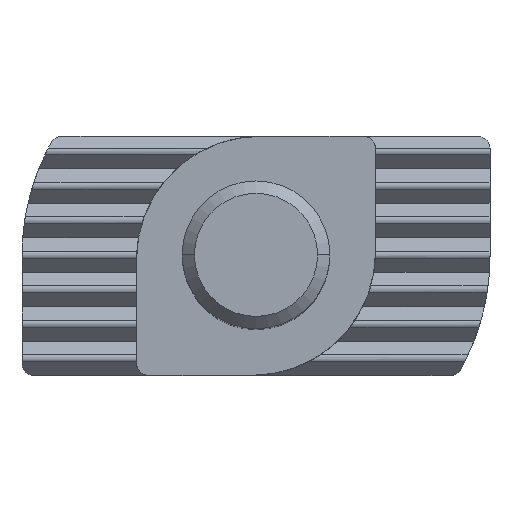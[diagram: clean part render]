
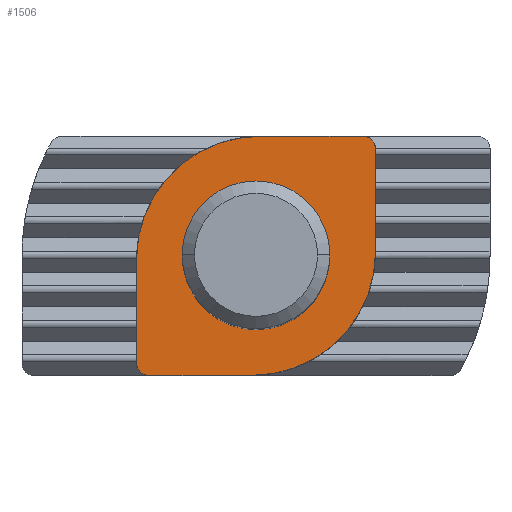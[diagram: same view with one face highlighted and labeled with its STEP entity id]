
A CAD part, top view. The second image highlights one B-rep face of the part: STEP entity #1506.
In plain terms, the highlighted planar face has unit normal (0, 0, 1).
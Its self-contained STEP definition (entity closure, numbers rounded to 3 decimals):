
#52 = CARTESIAN_POINT ( 'NONE',  ( 0.15, -0.15, 8.8 ) ) ;
#89 = VERTEX_POINT ( 'NONE', #522 ) ;
#154 = CIRCLE ( 'NONE', #2259, 5. ) ;
#173 = CARTESIAN_POINT ( 'NONE',  ( -4.35, -4.85, 8.8 ) ) ;
#216 = VERTEX_POINT ( 'NONE', #1239 ) ;
#224 = DIRECTION ( 'NONE',  ( 1., 0., 0. ) ) ;
#245 = CARTESIAN_POINT ( 'NONE',  ( 4.85, 4.35, 8.8 ) ) ;
#253 = PLANE ( 'NONE',  #1486 ) ;
#304 = ORIENTED_EDGE ( 'NONE', *, *, #1941, .T. ) ;
#321 = EDGE_CURVE ( 'NONE', #1456, #1019, #487, .T. ) ;
#326 = VERTEX_POINT ( 'NONE', #1826 ) ;
#394 = EDGE_CURVE ( 'NONE', #628, #89, #154, .T. ) ;
#420 = CARTESIAN_POINT ( 'NONE',  ( -0.15, -4.85, 8.8 ) ) ;
#439 = CARTESIAN_POINT ( 'NONE',  ( -4.35, -4.35, 8.8 ) ) ;
#460 = VERTEX_POINT ( 'NONE', #1150 ) ;
#471 = EDGE_CURVE ( 'NONE', #460, #1711, #2341, .T. ) ;
#475 = CARTESIAN_POINT ( 'NONE',  ( 4.85, 0.15, 8.8 ) ) ;
#487 = CIRCLE ( 'NONE', #898, 0.5 ) ;
#502 = VECTOR ( 'NONE', #1700, 1000. ) ;
#522 = CARTESIAN_POINT ( 'NONE',  ( -4.85, -0.15, 8.8 ) ) ;
#596 = EDGE_CURVE ( 'NONE', #1796, #326, #2054, .T. ) ;
#613 = DIRECTION ( 'NONE',  ( 0., 0., -1. ) ) ;
#615 = VERTEX_POINT ( 'NONE', #475 ) ;
#618 = DIRECTION ( 'NONE',  ( -1., 0., 0. ) ) ;
#625 = VECTOR ( 'NONE', #1883, 1000. ) ;
#628 = VERTEX_POINT ( 'NONE', #1758 ) ;
#733 = DIRECTION ( 'NONE',  ( 0., 0., 1. ) ) ;
#734 = ORIENTED_EDGE ( 'NONE', *, *, #1018, .T. ) ;
#735 = CARTESIAN_POINT ( 'NONE',  ( -3., 0., 8.8 ) ) ;
#739 = CARTESIAN_POINT ( 'NONE',  ( 4.35, 4.85, 8.8 ) ) ;
#746 = ORIENTED_EDGE ( 'NONE', *, *, #394, .T. ) ;
#759 = AXIS2_PLACEMENT_3D ( 'NONE', #766, #2048, #938 ) ;
#766 = CARTESIAN_POINT ( 'NONE',  ( 0., 0., 8.8 ) ) ;
#786 = ORIENTED_EDGE ( 'NONE', *, *, #1450, .T. ) ;
#797 = DIRECTION ( 'NONE',  ( -1., 0., 0. ) ) ;
#853 = AXIS2_PLACEMENT_3D ( 'NONE', #439, #1718, #618 ) ;
#898 = AXIS2_PLACEMENT_3D ( 'NONE', #1832, #733, #2016 ) ;
#910 = CARTESIAN_POINT ( 'NONE',  ( -0.15, 0.15, 8.8 ) ) ;
#938 = DIRECTION ( 'NONE',  ( -1., 0., 0. ) ) ;
#946 = CARTESIAN_POINT ( 'NONE',  ( 4.85, 4.85, 8.8 ) ) ;
#974 = LINE ( 'NONE', #946, #502 ) ;
#999 = DIRECTION ( 'NONE',  ( 0., 0., 1. ) ) ;
#1018 = EDGE_CURVE ( 'NONE', #216, #615, #2281, .T. ) ;
#1019 = VERTEX_POINT ( 'NONE', #739 ) ;
#1105 = DIRECTION ( 'NONE',  ( -1., 0., 0. ) ) ;
#1150 = CARTESIAN_POINT ( 'NONE',  ( -4.85, -4.35, 8.8 ) ) ;
#1175 = CARTESIAN_POINT ( 'NONE',  ( 0.15, 4.85, 8.8 ) ) ;
#1217 = ORIENTED_EDGE ( 'NONE', *, *, #596, .F. ) ;
#1239 = CARTESIAN_POINT ( 'NONE',  ( -0.15, -4.85, 8.8 ) ) ;
#1295 = ORIENTED_EDGE ( 'NONE', *, *, #1384, .F. ) ;
#1312 = DIRECTION ( 'NONE',  ( 0., 0., 1. ) ) ;
#1338 = ORIENTED_EDGE ( 'NONE', *, *, #321, .T. ) ;
#1361 = LINE ( 'NONE', #1175, #1848 ) ;
#1378 = ORIENTED_EDGE ( 'NONE', *, *, #1534, .T. ) ;
#1384 = EDGE_CURVE ( 'NONE', #326, #1796, #2080, .T. ) ;
#1404 = DIRECTION ( 'NONE',  ( 0., -1., 0. ) ) ;
#1450 = EDGE_CURVE ( 'NONE', #615, #1456, #974, .T. ) ;
#1456 = VERTEX_POINT ( 'NONE', #245 ) ;
#1468 = FACE_BOUND ( 'NONE', #2085, .T. ) ;
#1486 = AXIS2_PLACEMENT_3D ( 'NONE', #1708, #613, #1892 ) ;
#1506 = ADVANCED_FACE ( 'NONE', ( #2334, #1468 ), #253, .F. ) ;
#1534 = EDGE_CURVE ( 'NONE', #1019, #628, #1361, .T. ) ;
#1611 = EDGE_CURVE ( 'NONE', #89, #460, #1787, .T. ) ;
#1676 = VECTOR ( 'NONE', #1404, 1000. ) ;
#1700 = DIRECTION ( 'NONE',  ( 0., 1., 0. ) ) ;
#1708 = CARTESIAN_POINT ( 'NONE',  ( -0.15, 0.15, 8.8 ) ) ;
#1711 = VERTEX_POINT ( 'NONE', #173 ) ;
#1718 = DIRECTION ( 'NONE',  ( 0., 0., 1. ) ) ;
#1758 = CARTESIAN_POINT ( 'NONE',  ( 0.15, 4.85, 8.8 ) ) ;
#1782 = EDGE_LOOP ( 'NONE', ( #786, #1338, #1378, #746, #2159, #1896, #304, #734 ) ) ;
#1787 = LINE ( 'NONE', #2132, #1676 ) ;
#1796 = VERTEX_POINT ( 'NONE', #735 ) ;
#1826 = CARTESIAN_POINT ( 'NONE',  ( 3., 0., 8.8 ) ) ;
#1832 = CARTESIAN_POINT ( 'NONE',  ( 4.35, 4.35, 8.8 ) ) ;
#1848 = VECTOR ( 'NONE', #797, 1000. ) ;
#1883 = DIRECTION ( 'NONE',  ( 1., 0., 0. ) ) ;
#1892 = DIRECTION ( 'NONE',  ( -1., 0., 0. ) ) ;
#1896 = ORIENTED_EDGE ( 'NONE', *, *, #471, .T. ) ;
#1941 = EDGE_CURVE ( 'NONE', #1711, #216, #2083, .T. ) ;
#2016 = DIRECTION ( 'NONE',  ( -1., 0., 0. ) ) ;
#2048 = DIRECTION ( 'NONE',  ( 0., 0., 1. ) ) ;
#2054 = CIRCLE ( 'NONE', #2098, 3. ) ;
#2080 = CIRCLE ( 'NONE', #759, 3. ) ;
#2083 = LINE ( 'NONE', #420, #625 ) ;
#2085 = EDGE_LOOP ( 'NONE', ( #1217, #1295 ) ) ;
#2098 = AXIS2_PLACEMENT_3D ( 'NONE', #2110, #999, #2293 ) ;
#2110 = CARTESIAN_POINT ( 'NONE',  ( 0., 0., 8.8 ) ) ;
#2132 = CARTESIAN_POINT ( 'NONE',  ( -4.85, -0.15, 8.8 ) ) ;
#2159 = ORIENTED_EDGE ( 'NONE', *, *, #1611, .T. ) ;
#2196 = DIRECTION ( 'NONE',  ( 0., 0., 1. ) ) ;
#2259 = AXIS2_PLACEMENT_3D ( 'NONE', #52, #1312, #224 ) ;
#2281 = CIRCLE ( 'NONE', #2324, 5. ) ;
#2293 = DIRECTION ( 'NONE',  ( -1., 0., 0. ) ) ;
#2324 = AXIS2_PLACEMENT_3D ( 'NONE', #910, #2196, #1105 ) ;
#2334 = FACE_OUTER_BOUND ( 'NONE', #1782, .T. ) ;
#2341 = CIRCLE ( 'NONE', #853, 0.5 ) ;
